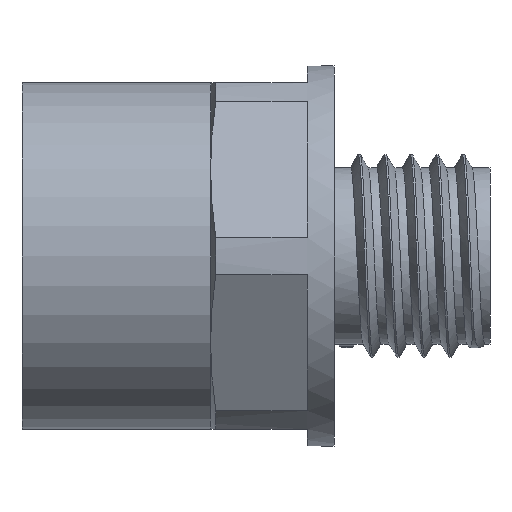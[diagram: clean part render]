
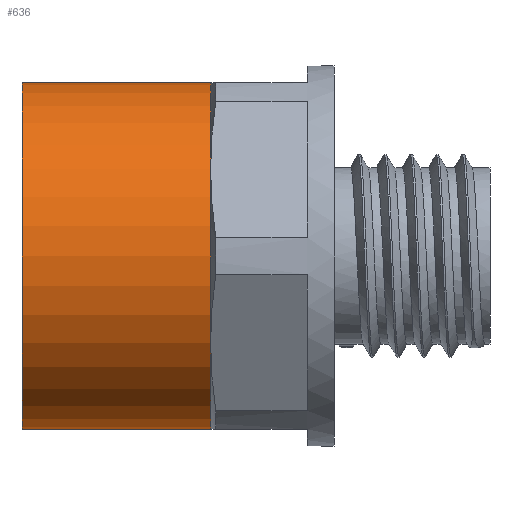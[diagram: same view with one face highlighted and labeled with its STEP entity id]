
A CAD part, front view. The second image highlights one B-rep face of the part: STEP entity #636.
In plain terms, the highlighted cylindrical face has radius 10 mm (diameter 20 mm), a full revolution.
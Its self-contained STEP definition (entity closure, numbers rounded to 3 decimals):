
#40=FACE_BOUND('',#179,.T.);
#73=CIRCLE('',#679,10.);
#76=CIRCLE('',#683,10.);
#78=CIRCLE('',#686,10.);
#79=CIRCLE('',#688,10.);
#82=CIRCLE('',#692,10.);
#83=CIRCLE('',#694,10.);
#89=CIRCLE('',#705,10.);
#132=FACE_OUTER_BOUND('',#178,.T.);
#178=EDGE_LOOP('',(#573,#574,#575,#576,#577,#578));
#179=EDGE_LOOP('',(#579));
#287=VERTEX_POINT('',#3800);
#292=VERTEX_POINT('',#3817);
#296=VERTEX_POINT('',#3833);
#302=VERTEX_POINT('',#3851);
#307=VERTEX_POINT('',#3868);
#312=VERTEX_POINT('',#3885);
#320=VERTEX_POINT('',#3931);
#393=EDGE_CURVE('',#296,#312,#73,.T.);
#396=EDGE_CURVE('',#312,#302,#76,.T.);
#398=EDGE_CURVE('',#302,#292,#78,.T.);
#399=EDGE_CURVE('',#292,#307,#79,.T.);
#402=EDGE_CURVE('',#307,#287,#82,.T.);
#403=EDGE_CURVE('',#287,#296,#83,.T.);
#409=EDGE_CURVE('',#320,#320,#89,.T.);
#573=ORIENTED_EDGE('',*,*,#393,.F.);
#574=ORIENTED_EDGE('',*,*,#403,.F.);
#575=ORIENTED_EDGE('',*,*,#402,.F.);
#576=ORIENTED_EDGE('',*,*,#399,.F.);
#577=ORIENTED_EDGE('',*,*,#398,.F.);
#578=ORIENTED_EDGE('',*,*,#396,.F.);
#579=ORIENTED_EDGE('',*,*,#409,.T.);
#598=CYLINDRICAL_SURFACE('',#706,10.);
#636=ADVANCED_FACE('',(#132,#40),#598,.T.);
#679=AXIS2_PLACEMENT_3D('',#3901,#803,#804);
#683=AXIS2_PLACEMENT_3D('',#3905,#811,#812);
#686=AXIS2_PLACEMENT_3D('',#3908,#817,#818);
#688=AXIS2_PLACEMENT_3D('',#3910,#821,#822);
#692=AXIS2_PLACEMENT_3D('',#3914,#829,#830);
#694=AXIS2_PLACEMENT_3D('',#3916,#833,#834);
#705=AXIS2_PLACEMENT_3D('',#3932,#855,#856);
#706=AXIS2_PLACEMENT_3D('',#3933,#857,#858);
#803=DIRECTION('center_axis',(1.,0.,0.));
#804=DIRECTION('ref_axis',(0.,0.,-1.));
#811=DIRECTION('center_axis',(1.,0.,0.));
#812=DIRECTION('ref_axis',(0.,0.,-1.));
#817=DIRECTION('center_axis',(1.,0.,0.));
#818=DIRECTION('ref_axis',(0.,0.,-1.));
#821=DIRECTION('center_axis',(1.,0.,0.));
#822=DIRECTION('ref_axis',(0.,0.,-1.));
#829=DIRECTION('center_axis',(1.,0.,0.));
#830=DIRECTION('ref_axis',(0.,0.,-1.));
#833=DIRECTION('center_axis',(1.,0.,0.));
#834=DIRECTION('ref_axis',(0.,0.,-1.));
#855=DIRECTION('center_axis',(1.,0.,0.));
#856=DIRECTION('ref_axis',(0.,0.,-1.));
#857=DIRECTION('center_axis',(1.,0.,0.));
#858=DIRECTION('ref_axis',(0.,1.,0.));
#3800=CARTESIAN_POINT('',(-16.12,0.,-10.));
#3817=CARTESIAN_POINT('',(-16.12,-8.66,5.));
#3833=CARTESIAN_POINT('',(-16.12,8.66,-5.));
#3851=CARTESIAN_POINT('',(-16.12,0.,10.));
#3868=CARTESIAN_POINT('',(-16.12,-8.66,-5.));
#3885=CARTESIAN_POINT('',(-16.12,8.66,5.));
#3901=CARTESIAN_POINT('Origin',(-16.12,0.,0.));
#3905=CARTESIAN_POINT('Origin',(-16.12,0.,0.));
#3908=CARTESIAN_POINT('Origin',(-16.12,0.,0.));
#3910=CARTESIAN_POINT('Origin',(-16.12,0.,0.));
#3914=CARTESIAN_POINT('Origin',(-16.12,0.,0.));
#3916=CARTESIAN_POINT('Origin',(-16.12,0.,0.));
#3931=CARTESIAN_POINT('',(-27.,10.,0.));
#3932=CARTESIAN_POINT('Origin',(-27.,0.,0.));
#3933=CARTESIAN_POINT('Origin',(-21.56,0.,0.));
